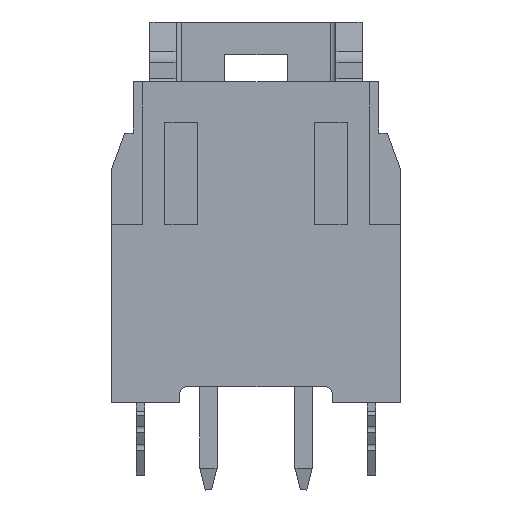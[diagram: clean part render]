
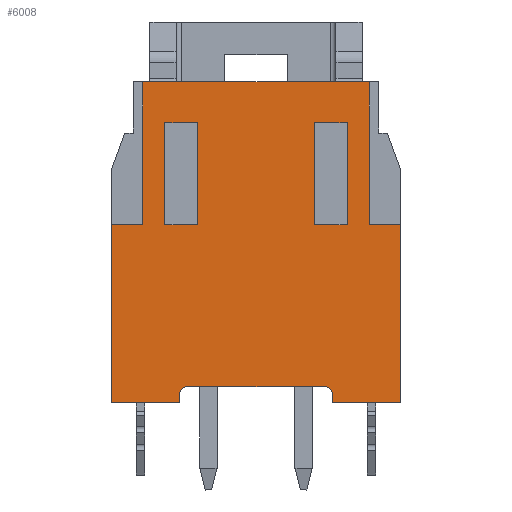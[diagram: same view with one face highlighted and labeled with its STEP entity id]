
A CAD part, front view. The second image highlights one B-rep face of the part: STEP entity #6008.
In plain terms, the highlighted planar face has unit normal (0, -1, 0).
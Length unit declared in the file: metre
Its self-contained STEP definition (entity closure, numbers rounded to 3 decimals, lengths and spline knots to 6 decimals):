
#208=CIRCLE('',#7244,0.00025);
#209=CIRCLE('',#7245,0.00025);
#1804=ORIENTED_EDGE('',*,*,#2169,.F.);
#1805=ORIENTED_EDGE('',*,*,#2136,.F.);
#1806=ORIENTED_EDGE('',*,*,#2432,.F.);
#1807=ORIENTED_EDGE('',*,*,#2370,.F.);
#1808=ORIENTED_EDGE('',*,*,#2472,.F.);
#1809=ORIENTED_EDGE('',*,*,#2475,.F.);
#1810=ORIENTED_EDGE('',*,*,#2477,.F.);
#1811=ORIENTED_EDGE('',*,*,#2469,.F.);
#1812=ORIENTED_EDGE('',*,*,#2018,.F.);
#1813=ORIENTED_EDGE('',*,*,#2659,.F.);
#1814=ORIENTED_EDGE('',*,*,#2220,.T.);
#1815=ORIENTED_EDGE('',*,*,#2709,.T.);
#1816=ORIENTED_EDGE('',*,*,#2676,.T.);
#1817=ORIENTED_EDGE('',*,*,#2710,.T.);
#1818=ORIENTED_EDGE('',*,*,#2298,.F.);
#1819=ORIENTED_EDGE('',*,*,#2577,.F.);
#1820=ORIENTED_EDGE('',*,*,#2045,.F.);
#1821=ORIENTED_EDGE('',*,*,#2373,.F.);
#1822=ORIENTED_EDGE('',*,*,#2563,.F.);
#1823=ORIENTED_EDGE('',*,*,#2334,.F.);
#1824=ORIENTED_EDGE('',*,*,#2691,.T.);
#1825=ORIENTED_EDGE('',*,*,#2708,.F.);
#2018=EDGE_CURVE('',#2849,#2850,#3368,.T.);
#2045=EDGE_CURVE('',#2874,#2875,#3389,.T.);
#2136=EDGE_CURVE('',#2947,#2944,#3470,.T.);
#2169=EDGE_CURVE('',#2944,#2972,#3501,.T.);
#2220=EDGE_CURVE('',#3017,#3016,#3547,.T.);
#2298=EDGE_CURVE('',#3073,#3074,#3615,.T.);
#2334=EDGE_CURVE('',#3104,#3105,#3651,.T.);
#2370=EDGE_CURVE('',#2972,#3125,#3683,.T.);
#2373=EDGE_CURVE('',#3127,#2874,#3686,.T.);
#2432=EDGE_CURVE('',#3125,#2947,#3732,.T.);
#2469=EDGE_CURVE('',#3180,#3177,#3764,.T.);
#2472=EDGE_CURVE('',#3182,#3180,#3767,.T.);
#2475=EDGE_CURVE('',#3184,#3182,#3770,.T.);
#2477=EDGE_CURVE('',#3177,#3184,#3772,.T.);
#2563=EDGE_CURVE('',#3105,#3127,#3842,.T.);
#2577=EDGE_CURVE('',#2875,#3073,#3853,.T.);
#2659=EDGE_CURVE('',#3017,#2849,#3926,.T.);
#2676=EDGE_CURVE('',#3256,#3257,#3938,.T.);
#2691=EDGE_CURVE('',#3104,#3260,#3951,.T.);
#2708=EDGE_CURVE('',#2850,#3260,#3968,.T.);
#2709=EDGE_CURVE('',#3016,#3256,#208,.T.);
#2710=EDGE_CURVE('',#3257,#3074,#209,.T.);
#2849=VERTEX_POINT('',#9139);
#2850=VERTEX_POINT('',#9140);
#2874=VERTEX_POINT('',#9192);
#2875=VERTEX_POINT('',#9194);
#2944=VERTEX_POINT('',#9376);
#2947=VERTEX_POINT('',#9381);
#2972=VERTEX_POINT('',#9450);
#3016=VERTEX_POINT('',#9557);
#3017=VERTEX_POINT('',#9559);
#3073=VERTEX_POINT('',#9715);
#3074=VERTEX_POINT('',#9716);
#3104=VERTEX_POINT('',#9782);
#3105=VERTEX_POINT('',#9784);
#3125=VERTEX_POINT('',#9848);
#3127=VERTEX_POINT('',#9854);
#3177=VERTEX_POINT('',#10032);
#3180=VERTEX_POINT('',#10037);
#3182=VERTEX_POINT('',#10043);
#3184=VERTEX_POINT('',#10049);
#3256=VERTEX_POINT('',#10425);
#3257=VERTEX_POINT('',#10426);
#3260=VERTEX_POINT('',#10462);
#3368=LINE('',#9138,#4078);
#3389=LINE('',#9193,#4099);
#3470=LINE('',#9382,#4180);
#3501=LINE('',#9451,#4211);
#3547=LINE('',#9558,#4257);
#3615=LINE('',#9714,#4325);
#3651=LINE('',#9783,#4361);
#3683=LINE('',#9849,#4393);
#3686=LINE('',#9855,#4396);
#3732=LINE('',#9965,#4442);
#3764=LINE('',#10038,#4474);
#3767=LINE('',#10044,#4477);
#3770=LINE('',#10050,#4480);
#3772=LINE('',#10053,#4482);
#3842=LINE('',#10215,#4552);
#3853=LINE('',#10238,#4563);
#3926=LINE('',#10395,#4636);
#3938=LINE('',#10424,#4648);
#3951=LINE('',#10463,#4661);
#3968=LINE('',#10510,#4678);
#4078=VECTOR('',#7483,1.);
#4099=VECTOR('',#7520,1.);
#4180=VECTOR('',#7671,1.);
#4211=VECTOR('',#7728,1.);
#4257=VECTOR('',#7808,1.);
#4325=VECTOR('',#7940,1.);
#4361=VECTOR('',#7978,1.);
#4393=VECTOR('',#8036,1.);
#4396=VECTOR('',#8041,1.);
#4442=VECTOR('',#8155,1.);
#4474=VECTOR('',#8223,1.);
#4477=VECTOR('',#8228,1.);
#4480=VECTOR('',#8233,1.);
#4482=VECTOR('',#8237,1.);
#4552=VECTOR('',#8419,1.);
#4563=VECTOR('',#8450,1.);
#4636=VECTOR('',#8637,1.);
#4648=VECTOR('',#8671,1.);
#4661=VECTOR('',#8726,1.);
#4678=VECTOR('',#8803,1.);
#4994=EDGE_LOOP('',(#1804,#1805,#1806,#1807));
#4995=EDGE_LOOP('',(#1808,#1809,#1810,#1811));
#4996=EDGE_LOOP('',(#1812,#1813,#1814,#1815,#1816,#1817,#1818,#1819,#1820,
#1821,#1822,#1823,#1824,#1825));
#5320=FACE_BOUND('',#4994,.T.);
#5321=FACE_BOUND('',#4995,.T.);
#5322=FACE_BOUND('',#4996,.T.);
#5572=PLANE('',#7243);
#6008=ADVANCED_FACE('',(#5320,#5321,#5322),#5572,.F.);
#7243=AXIS2_PLACEMENT_3D('',#10511,#8804,#8805);
#7244=AXIS2_PLACEMENT_3D('',#10512,#8806,#8807);
#7245=AXIS2_PLACEMENT_3D('',#10513,#8808,#8809);
#7483=DIRECTION('',(0.,0.,1.));
#7520=DIRECTION('',(0.,0.,-1.));
#7671=DIRECTION('',(1.,0.,0.));
#7728=DIRECTION('',(0.,0.,1.));
#7808=DIRECTION('',(0.,0.,1.));
#7940=DIRECTION('',(0.,0.,1.));
#7978=DIRECTION('',(1.,0.,0.));
#8036=DIRECTION('',(-1.,0.,0.));
#8041=DIRECTION('',(1.,0.,0.));
#8155=DIRECTION('',(0.,0.,-1.));
#8223=DIRECTION('',(0.,0.,-1.));
#8228=DIRECTION('',(-1.,0.,0.));
#8233=DIRECTION('',(0.,0.,1.));
#8237=DIRECTION('',(1.,0.,0.));
#8419=DIRECTION('',(0.,0.,-1.));
#8450=DIRECTION('',(-1.,0.,0.));
#8637=DIRECTION('',(-1.,0.,0.));
#8671=DIRECTION('',(1.,0.,0.));
#8726=DIRECTION('',(0.,0.,-1.));
#8803=DIRECTION('',(1.,0.,0.));
#8804=DIRECTION('',(0.,1.,0.));
#8805=DIRECTION('',(1.,0.,0.));
#8806=DIRECTION('',(0.,1.,0.));
#8807=DIRECTION('',(-1.,0.,0.));
#8808=DIRECTION('',(0.,1.,0.));
#8809=DIRECTION('',(0.,0.,1.));
#9138=CARTESIAN_POINT('',(-0.0053,-0.005,-0.0059));
#9139=CARTESIAN_POINT('',(-0.0053,-0.005,-0.0059));
#9140=CARTESIAN_POINT('',(-0.0053,-0.005,0.00065));
#9192=CARTESIAN_POINT('',(0.0053,-0.005,0.00065));
#9193=CARTESIAN_POINT('',(0.0053,-0.005,0.00065));
#9194=CARTESIAN_POINT('',(0.0053,-0.005,-0.0059));
#9376=CARTESIAN_POINT('',(0.00335,-0.005,0.00065));
#9381=CARTESIAN_POINT('',(0.00215,-0.005,0.00065));
#9382=CARTESIAN_POINT('',(-0.00335,-0.005,0.00065));
#9450=CARTESIAN_POINT('',(0.00335,-0.005,0.0044));
#9451=CARTESIAN_POINT('',(0.00335,-0.005,0.00065));
#9557=CARTESIAN_POINT('',(-0.0028,-0.005,-0.00555));
#9558=CARTESIAN_POINT('',(-0.0028,-0.005,-0.0059));
#9559=CARTESIAN_POINT('',(-0.0028,-0.005,-0.0059));
#9714=CARTESIAN_POINT('',(0.0028,-0.005,-0.0059));
#9715=CARTESIAN_POINT('',(0.0028,-0.005,-0.0059));
#9716=CARTESIAN_POINT('',(0.0028,-0.005,-0.00555));
#9782=CARTESIAN_POINT('',(-0.00416,-0.005,0.0059));
#9783=CARTESIAN_POINT('',(-0.00416,-0.005,0.0059));
#9784=CARTESIAN_POINT('',(0.00416,-0.005,0.0059));
#9848=CARTESIAN_POINT('',(0.00215,-0.005,0.0044));
#9849=CARTESIAN_POINT('',(-0.00215,-0.005,0.0044));
#9854=CARTESIAN_POINT('',(0.00416,-0.005,0.00065));
#9855=CARTESIAN_POINT('',(-0.00335,-0.005,0.00065));
#9965=CARTESIAN_POINT('',(0.00215,-0.005,0.0044));
#10032=CARTESIAN_POINT('',(-0.00335,-0.005,0.00065));
#10037=CARTESIAN_POINT('',(-0.00335,-0.005,0.0044));
#10038=CARTESIAN_POINT('',(-0.00335,-0.005,0.0044));
#10043=CARTESIAN_POINT('',(-0.00215,-0.005,0.0044));
#10044=CARTESIAN_POINT('',(-0.00215,-0.005,0.0044));
#10049=CARTESIAN_POINT('',(-0.00215,-0.005,0.00065));
#10050=CARTESIAN_POINT('',(-0.00215,-0.005,0.00065));
#10053=CARTESIAN_POINT('',(-0.00335,-0.005,0.00065));
#10215=CARTESIAN_POINT('',(0.00416,-0.005,0.0059));
#10238=CARTESIAN_POINT('',(0.0053,-0.005,-0.0059));
#10395=CARTESIAN_POINT('',(-0.0028,-0.005,-0.0059));
#10424=CARTESIAN_POINT('',(-0.00255,-0.005,-0.0053));
#10425=CARTESIAN_POINT('',(-0.00255,-0.005,-0.0053));
#10426=CARTESIAN_POINT('',(0.00255,-0.005,-0.0053));
#10462=CARTESIAN_POINT('',(-0.00416,-0.005,0.00065));
#10463=CARTESIAN_POINT('',(-0.00416,-0.005,0.0059));
#10510=CARTESIAN_POINT('',(-0.00335,-0.005,0.00065));
#10511=CARTESIAN_POINT('',(0.,-0.005,0.));
#10512=CARTESIAN_POINT('',(-0.00255,-0.005,-0.00555));
#10513=CARTESIAN_POINT('',(0.00255,-0.005,-0.00555));
